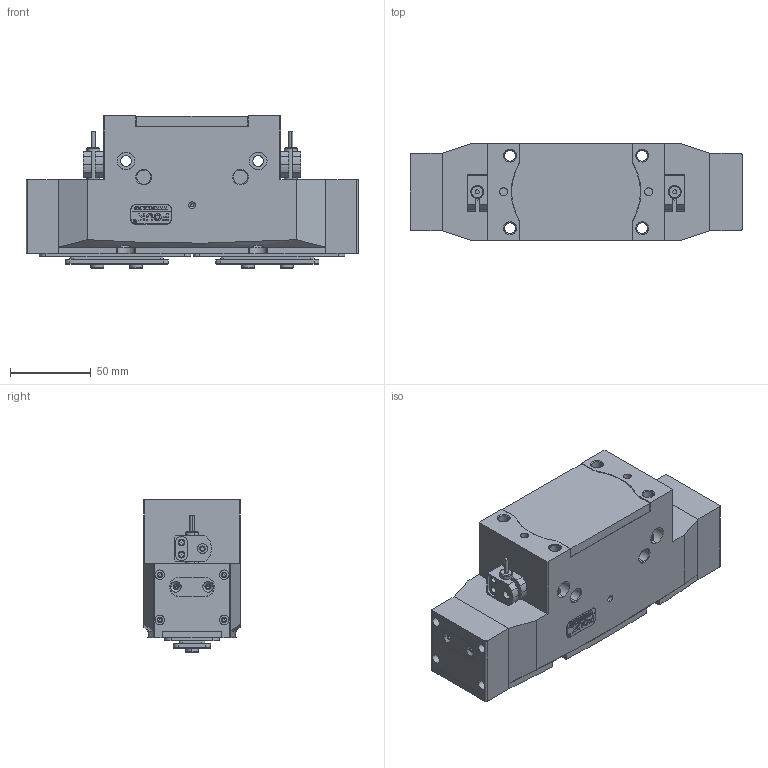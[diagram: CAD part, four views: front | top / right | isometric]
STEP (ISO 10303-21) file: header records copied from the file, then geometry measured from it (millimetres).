
FILE_DESCRIPTION (( 'STEP AP203' ), '1' );
FILE_NAME ('TR57-166-L-P.STEP', '2024-11-21T01:30:57', ( 'USER-' ), ( 'Microsoft' ), 'SwSTEP 2.0', 'SolidWorks 2018', '' );
FILE_SCHEMA (( 'CONFIG_CONTROL_DESIGN' ));
Length unit declared in the file: millimetre
Products named in the file (22): TR57-166-L杅耀.sldasm-Part-5; TR57-166-L; TR57-L24-12耜假蚾极; 褫籵蚚苤結裔; 25x12-R3; 隅弇杶8-6; 揤輸蚾饜极; TR57-166-L杅耀.sldasm-Part-8; 揤輸杅耀.sldasm-Part-9; 埴翐芛_GB_FASTENER_SCREWS_HSHCS M2X8-N; TR57-166-L杅耀.sldasm-Part-12; TR57-L24-14假蚾薊啣; TR57-166-L杅耀.sldasm-Part-4; TR57-L24-13防尘移动板(默认); TR57-166-L杅耀.sldasm-Part-11; TR57-166-L杅耀.sldasm-Part-1; TR57-L24-11奻葡裔翋啣; TR57-166-L-P; TR57-166-L杅耀.sldasm-Part-6; TR57-166-L杅耀.sldasm-Part-13; TR57-166-L杅耀.sldasm-Part-7
Assembly tree (31 placements, depth 4):
  TR57-166-L-P
    TR57-L24-11奻葡裔翋啣
    TR57-L24-12耜假蚾极  x2
    TR57-L24-14假蚾薊啣  x2
    TR57-L24-13防尘移动板(默认)  x2
    隅弇杶8-6  x4
    褫籵蚚苤結裔  x2
    TR57-166-L
      TR57-166-L杅耀.sldasm-Part-1
      TR57-166-L杅耀.sldasm-Part-4
      TR57-166-L杅耀.sldasm-Part-5
      TR57-166-L杅耀.sldasm-Part-6
      TR57-166-L杅耀.sldasm-Part-7
      TR57-166-L杅耀.sldasm-Part-8
      TR57-166-L杅耀.sldasm-Part-11
      TR57-166-L杅耀.sldasm-Part-12
      TR57-166-L杅耀.sldasm-Part-13  x2
      TR57-166-L
      25x12-R3
      揤輸蚾饜极  x2
        揤輸杅耀.sldasm-Part-9
        埴翐芛_GB_FASTENER_SCREWS_HSHCS M2X8-N
Bounding box: 206 x 60 x 94.5 mm (x, y, z)
Volume: 734586.3 mm3; surface area: 181497.7 mm2
Topology: 31 solids, 53 shells, 1906 faces, 4849 edges, 3060 vertices
Faces by surface type: plane 851, cylinder 568, cone 324, bspline 155, torus 8
Entity records: 52843 total; most frequent: CARTESIAN_POINT 14723, ORIENTED_EDGE 7454, DIRECTION 7123, EDGE_CURVE 3727, AXIS2_PLACEMENT_3D 2443, VERTEX_POINT 2423, LINE 2237, VECTOR 2237
